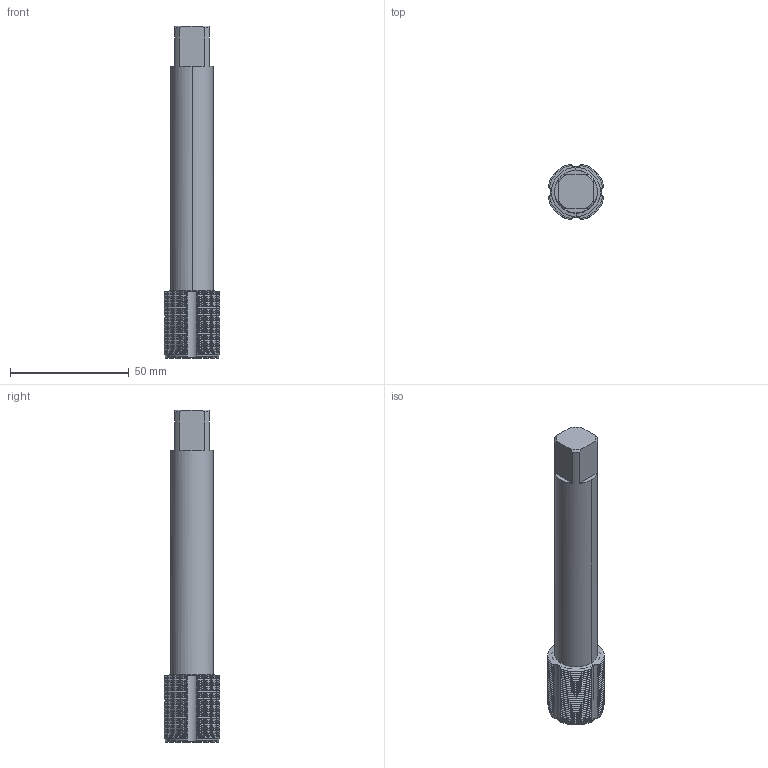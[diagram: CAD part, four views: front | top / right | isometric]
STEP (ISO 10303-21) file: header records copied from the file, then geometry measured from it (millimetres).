
FILE_DESCRIPTION(('no description'),'unknown implementation level');
FILE_NAME('solid_fgFsljdzvPsiF_4EN4Sy9k6HUY_1.STP',' ',('CIM GmbH Aachen'),('CADClick - KiM GmbH - www.kimweb.de'),'unknown preprocess','ACIS','unknown authorization');
FILE_SCHEMA(('automotive_design'));
Length unit declared in the file: millimetre
Products named in the file (2): 1; 2
Bounding box: 23.53 x 23.53 x 140 mm (x, y, z)
Volume: 39317.3 mm3; surface area: 14149.4 mm2
Topology: 2 solids, 2 shells, 513 faces, 1519 edges, 1010 vertices
Faces by surface type: cone 254, cylinder 234, plane 17, torus 8
Entity records: 51884 total; most frequent: CARTESIAN_POINT 21899, STYLED_ITEM 3044, PRESENTATION_STYLE_ASSIGNMENT 3044, COLOUR_RGB 3044, ORIENTED_EDGE 3038, DIRECTION 2543, EDGE_CURVE 1519, CURVE_STYLE 1519
